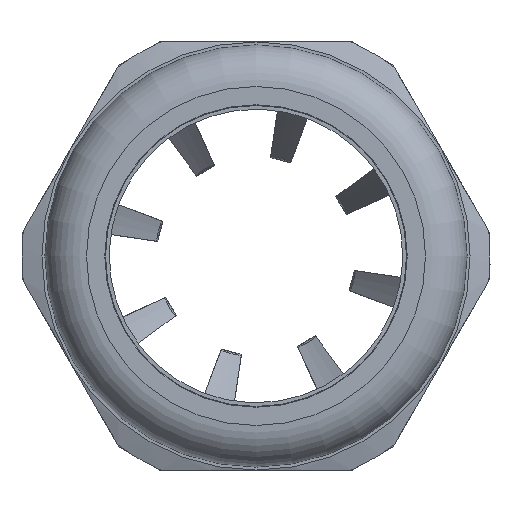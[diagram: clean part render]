
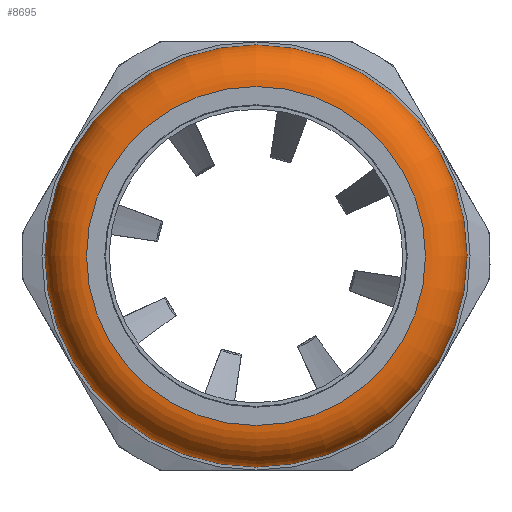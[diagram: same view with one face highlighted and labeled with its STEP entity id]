
A CAD part, left-side view. The second image highlights one B-rep face of the part: STEP entity #8695.
In plain terms, the highlighted toroidal (fillet/blend) face has major radius 25.335 mm and minor radius 6.22 mm.
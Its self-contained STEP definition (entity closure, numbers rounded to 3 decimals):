
#68=TOROIDAL_SURFACE('',#9309,25.335,6.22);
#220=FACE_BOUND('',#1554,.T.);
#527=CIRCLE('',#9305,25.335);
#529=CIRCLE('',#9310,31.555);
#1038=FACE_OUTER_BOUND('',#1553,.T.);
#1553=EDGE_LOOP('',(#5919));
#1554=EDGE_LOOP('',(#5920));
#3534=VERTEX_POINT('',#15671);
#3536=VERTEX_POINT('',#15678);
#4476=EDGE_CURVE('',#3534,#3534,#527,.T.);
#4478=EDGE_CURVE('',#3536,#3536,#529,.T.);
#5919=ORIENTED_EDGE('',*,*,#4476,.T.);
#5920=ORIENTED_EDGE('',*,*,#4478,.F.);
#8695=ADVANCED_FACE('',(#1038,#220),#68,.T.);
#9305=AXIS2_PLACEMENT_3D('',#15672,#10404,#10405);
#9309=AXIS2_PLACEMENT_3D('',#15677,#10412,#10413);
#9310=AXIS2_PLACEMENT_3D('',#15679,#10414,#10415);
#10404=DIRECTION('center_axis',(1.,0.,0.));
#10405=DIRECTION('ref_axis',(0.,0.,-1.));
#10412=DIRECTION('center_axis',(1.,0.,0.));
#10413=DIRECTION('ref_axis',(0.,0.,-1.));
#10414=DIRECTION('center_axis',(1.,0.,0.));
#10415=DIRECTION('ref_axis',(0.,0.,-1.));
#15671=CARTESIAN_POINT('',(-31.22,25.335,0.));
#15672=CARTESIAN_POINT('Origin',(-31.22,0.,0.));
#15677=CARTESIAN_POINT('Origin',(-25.,0.,0.));
#15678=CARTESIAN_POINT('',(-25.,31.555,0.));
#15679=CARTESIAN_POINT('Origin',(-25.,0.,0.));
